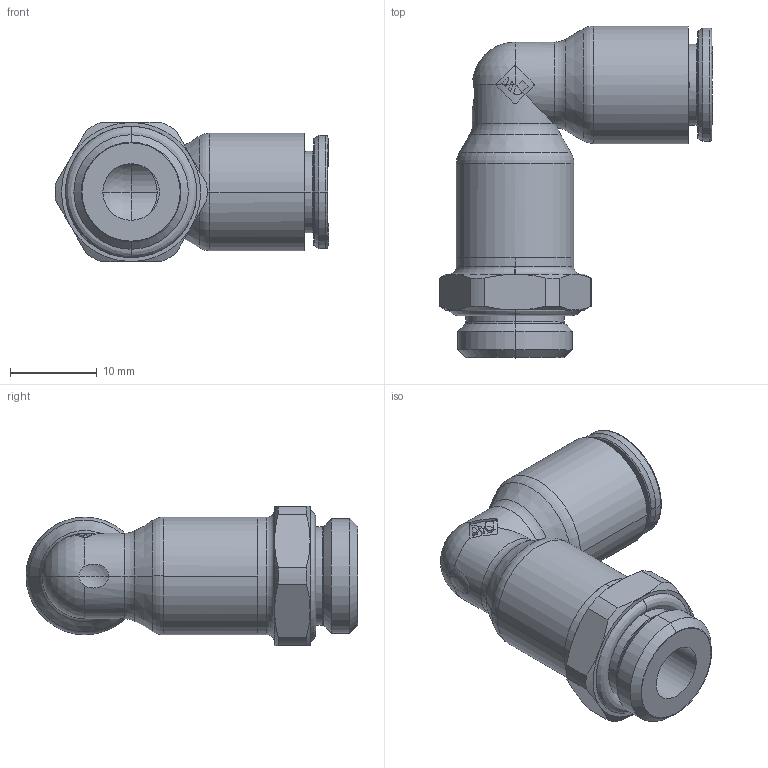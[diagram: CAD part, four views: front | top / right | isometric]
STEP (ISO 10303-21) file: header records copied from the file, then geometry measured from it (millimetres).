
FILE_DESCRIPTION(('STEP AP214'),'1');
FILE_NAME('6899_08_13.stp','2016-07-07T14:52:25',('TraceParts'),('TraceParts S.A.'),'Spatial InterOp 3D',' ',' ');
FILE_SCHEMA(('automotive_design'));
Length unit declared in the file: millimetre
Products named in the file (11): V899-08-13_ASM|Next assembly relationship#44108-19_ASM|Next assembly relationship#44108-30;44108-30; V899-08-13_ASM|Next assembly relationship#44108-19_ASM|Next assembly relationship#44108-32;44108-32; V899-08-13_ASM|Next assembly relationship#44108-19_ASM|Next assembly relationship#44108;44108; V899-08-13_ASM|Next assembly relationship#44108-19_ASM|Next assembly relationship#44108-40;44108-40; V899-08-13_ASM|Next assembly relationship#44508-02_AF1;44508-02_AF1; V899-08-13_ASM|Next assembly relationship#44230-14-69;44230-14-69; V899-08-13_ASM|Next assembly relationship#44108-11-10-ASM;44108-11-10-ASM; V899-08-13_ASM|Next assembly relationship#23682-24_ASM_D11_3_D15_1_L_0_95;23682-24_ASM_D11_3_D15_1_L_0_95
Bounding box: 31.49 x 38.16 x 16 mm (x, y, z)
Volume: 4476.8 mm3; surface area: 7138.9 mm2
Topology: 9 solids, 11 shells, 886 faces, 2270 edges, 1432 vertices
Faces by surface type: plane 436, torus 132, cylinder 132, cone 114, bspline 54, sphere 13, revolution 4, extrusion 1
Entity records: 29619 total; most frequent: CARTESIAN_POINT 8110, ORIENTED_EDGE 4516, DIRECTION 4361, EDGE_CURVE 2262, AXIS2_PLACEMENT_3D 1511, VERTEX_POINT 1432, VECTOR 1335, LINE 1334
